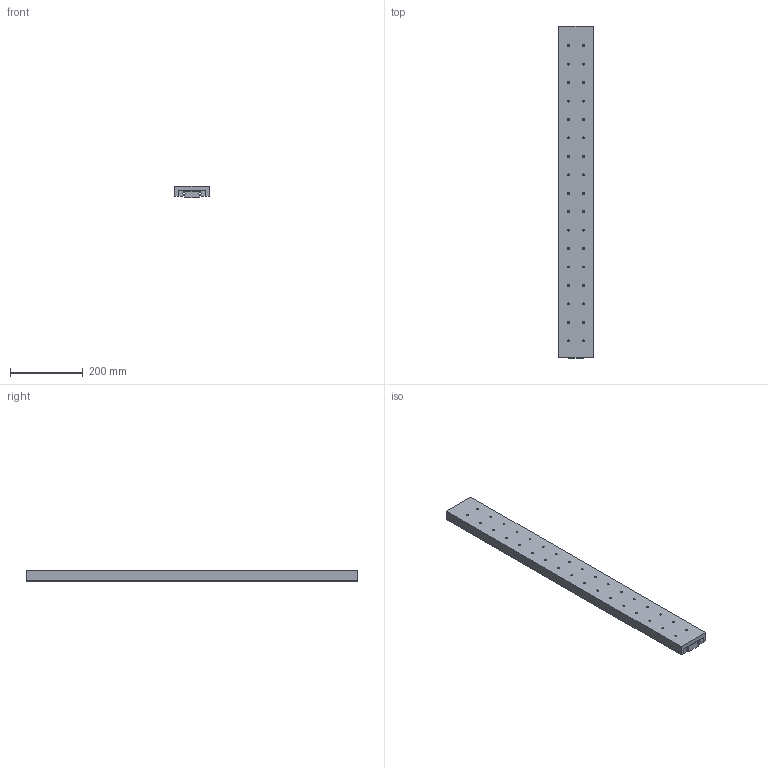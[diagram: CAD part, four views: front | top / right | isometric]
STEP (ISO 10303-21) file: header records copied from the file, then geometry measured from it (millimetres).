
FILE_DESCRIPTION((''),'2;1');
FILE_NAME('LP37-36-36.stp','2003-11-11T14:09:37',('raulmb'),(''),'Autodesk Inventor (tm) 5.3','Autodesk Inventor (tm) 5.3','');
FILE_SCHEMA(('CONFIG_CONTROL_DESIGN'));
Length unit declared in the file: inch
Products named in the file (5): LP37-36-36; LP37-36-36 SLIDE; LP37-36-36 TOP-PLATE; LP37-36-36 RAIL-1; LP37-36-36 RAIL-2
Assembly tree (4 placements, depth 2):
  LP37-36-36
    LP37-36-36 SLIDE
    LP37-36-36 TOP-PLATE
    LP37-36-36 RAIL-1
    LP37-36-36 RAIL-2
Bounding box: 95.25 x 914.4 x 31.75 mm (x, y, z)
Volume: 2351884.6 mm3; surface area: 491452.2 mm2
Topology: 4 solids, 4 shells, 199 faces, 546 edges, 364 vertices
Faces by surface type: bspline 131, plane 68
Entity records: 8859 total; most frequent: CARTESIAN_POINT 3219, ORIENTED_EDGE 1092, DIRECTION 944, EDGE_CURVE 546, VERTEX_POINT 364, AXIS2_PLACEMENT_3D 321, EDGE_LOOP 312, VECTOR 302
